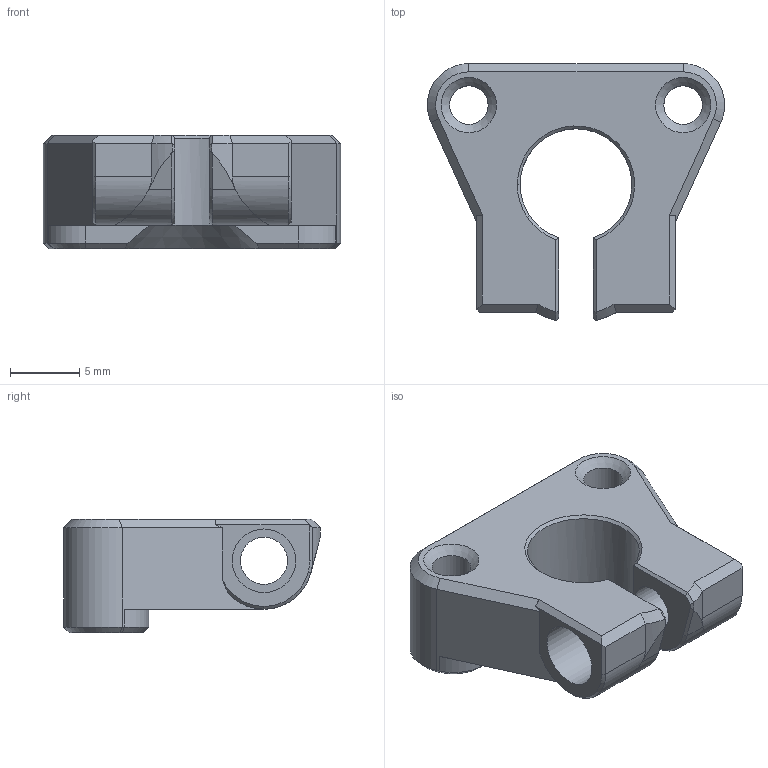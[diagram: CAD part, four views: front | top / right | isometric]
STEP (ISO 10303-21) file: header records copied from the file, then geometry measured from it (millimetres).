
FILE_DESCRIPTION(('FreeCAD Model'),'2;1');
FILE_NAME('Open CASCADE Shape Model','2025-09-28T18:59:44',(''),(''), 'Open CASCADE STEP processor 7.8','FreeCAD','Unknown');
FILE_SCHEMA(('AUTOMOTIVE_DESIGN { 1 0 10303 214 1 1 1 1 }'));
Length unit declared in the file: millimetre
Products named in the file (1): ADXL345_V6-type nozzle clamp
Bounding box: 21.48 x 18.57 x 8.2 mm (x, y, z)
Volume: 1478.8 mm3; surface area: 1386.8 mm2
Topology: 1 solids, 1 shells, 83 faces, 215 edges, 135 vertices
Faces by surface type: plane 42, cone 23, cylinder 16, bspline 2
Full cylindrical faces by diameter (mm): 2.8 x2, 3.4 x2, 4.6 x1
Entity records: 6266 total; most frequent: CARTESIAN_POINT 2004, DIRECTION 785, LINE 440, VECTOR 440, ORIENTED_EDGE 430, PCURVE 430, DEFINITIONAL_REPRESENTATION 430, EDGE_CURVE 215
